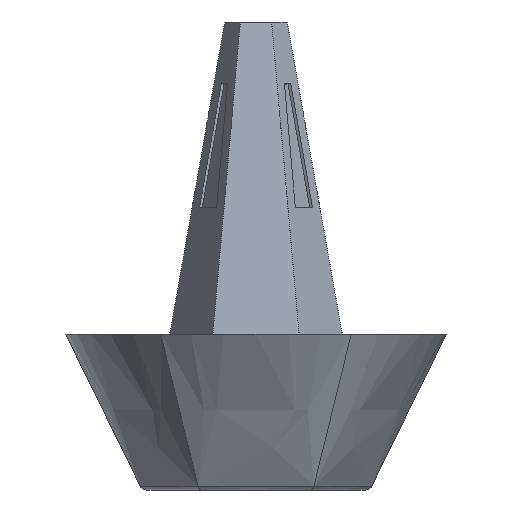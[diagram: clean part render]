
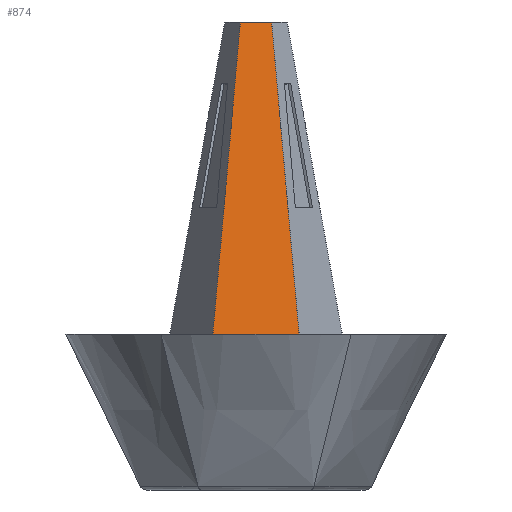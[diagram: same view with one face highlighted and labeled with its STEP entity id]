
A CAD part, front view. The second image highlights one B-rep face of the part: STEP entity #874.
In plain terms, the highlighted free-form (B-spline) face has degree [1, 1] with [2, 2] control points.
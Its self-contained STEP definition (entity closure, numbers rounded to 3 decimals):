
#77 = PLANE('',#78);
#78 = AXIS2_PLACEMENT_3D('',#79,#80,#81);
#79 = CARTESIAN_POINT('',(0.,0.,50.));
#80 = DIRECTION('',(0.,0.,1.));
#81 = DIRECTION('',(0.,1.,0.));
#158 = VERTEX_POINT('',#159);
#159 = CARTESIAN_POINT('',(-13.813,-23.924,50.));
#173 = B_SPLINE_SURFACE_WITH_KNOTS('',1,1,(
    (#174,#175)
    ,(#176,#177
    )),.UNSPECIFIED.,.F.,.F.,.F.,(2,2),(2,2),(0.,27.625),(0.,1.),
  .PIECEWISE_BEZIER_KNOTS.);
#174 = CARTESIAN_POINT('',(-27.625,0.,50.));
#175 = CARTESIAN_POINT('',(-10.,0.,150.));
#176 = CARTESIAN_POINT('',(-13.813,-23.924,50.));
#177 = CARTESIAN_POINT('',(-5.,-8.66,150.));
#185 = EDGE_CURVE('',#158,#186,#188,.T.);
#186 = VERTEX_POINT('',#187);
#187 = CARTESIAN_POINT('',(13.813,-23.924,50.));
#188 = SURFACE_CURVE('',#189,(#193,#200),.PCURVE_S1.);
#189 = LINE('',#190,#191);
#190 = CARTESIAN_POINT('',(-13.813,-23.924,50.));
#191 = VECTOR('',#192,1.);
#192 = DIRECTION('',(1.,0.,0.));
#193 = PCURVE('',#77,#194);
#194 = DEFINITIONAL_REPRESENTATION('',(#195),#199);
#195 = LINE('',#196,#197);
#196 = CARTESIAN_POINT('',(-23.924,13.813));
#197 = VECTOR('',#198,1.);
#198 = DIRECTION('',(0.,-1.));
#199 = ( GEOMETRIC_REPRESENTATION_CONTEXT(2) 
PARAMETRIC_REPRESENTATION_CONTEXT() REPRESENTATION_CONTEXT('2D SPACE',''
  ) );
#200 = PCURVE('',#201,#206);
#201 = B_SPLINE_SURFACE_WITH_KNOTS('',1,1,(
    (#202,#203)
    ,(#204,#205
    )),.UNSPECIFIED.,.F.,.F.,.F.,(2,2),(2,2),(0.,27.625),(0.,1.
    ),.PIECEWISE_BEZIER_KNOTS.);
#202 = CARTESIAN_POINT('',(-13.813,-23.924,50.));
#203 = CARTESIAN_POINT('',(-5.,-8.66,150.));
#204 = CARTESIAN_POINT('',(13.813,-23.924,50.));
#205 = CARTESIAN_POINT('',(5.,-8.66,150.));
#206 = DEFINITIONAL_REPRESENTATION('',(#207),#211);
#207 = LINE('',#208,#209);
#208 = CARTESIAN_POINT('',(0.,0.));
#209 = VECTOR('',#210,1.);
#210 = DIRECTION('',(1.,0.));
#211 = ( GEOMETRIC_REPRESENTATION_CONTEXT(2) 
PARAMETRIC_REPRESENTATION_CONTEXT() REPRESENTATION_CONTEXT('2D SPACE',''
  ) );
#227 = B_SPLINE_SURFACE_WITH_KNOTS('',1,1,(
    (#228,#229)
    ,(#230,#231
    )),.UNSPECIFIED.,.F.,.F.,.F.,(2,2),(2,2),(0.,27.625),(0.,1.),
  .PIECEWISE_BEZIER_KNOTS.);
#228 = CARTESIAN_POINT('',(13.813,-23.924,50.));
#229 = CARTESIAN_POINT('',(5.,-8.66,150.));
#230 = CARTESIAN_POINT('',(27.625,0.,50.));
#231 = CARTESIAN_POINT('',(10.,0.,150.));
#450 = PLANE('',#451);
#451 = AXIS2_PLACEMENT_3D('',#452,#453,#454);
#452 = CARTESIAN_POINT('',(0.,0.,150.));
#453 = DIRECTION('',(0.,0.,1.));
#454 = DIRECTION('',(1.,0.,0.));
#706 = EDGE_CURVE('',#158,#707,#709,.T.);
#707 = VERTEX_POINT('',#708);
#708 = CARTESIAN_POINT('',(-5.,-8.66,150.));
#709 = SURFACE_CURVE('',#710,(#713,#720),.PCURVE_S1.);
#710 = B_SPLINE_CURVE_WITH_KNOTS('',1,(#711,#712),.UNSPECIFIED.,.F.,.F.,
  (2,2),(0.,1.),.PIECEWISE_BEZIER_KNOTS.);
#711 = CARTESIAN_POINT('',(-13.813,-23.924,50.));
#712 = CARTESIAN_POINT('',(-5.,-8.66,150.));
#713 = PCURVE('',#173,#714);
#714 = DEFINITIONAL_REPRESENTATION('',(#715),#719);
#715 = LINE('',#716,#717);
#716 = CARTESIAN_POINT('',(27.625,0.));
#717 = VECTOR('',#718,1.);
#718 = DIRECTION('',(0.,1.));
#719 = ( GEOMETRIC_REPRESENTATION_CONTEXT(2) 
PARAMETRIC_REPRESENTATION_CONTEXT() REPRESENTATION_CONTEXT('2D SPACE',''
  ) );
#720 = PCURVE('',#201,#721);
#721 = DEFINITIONAL_REPRESENTATION('',(#722),#726);
#722 = LINE('',#723,#724);
#723 = CARTESIAN_POINT('',(0.,0.));
#724 = VECTOR('',#725,1.);
#725 = DIRECTION('',(0.,1.));
#726 = ( GEOMETRIC_REPRESENTATION_CONTEXT(2) 
PARAMETRIC_REPRESENTATION_CONTEXT() REPRESENTATION_CONTEXT('2D SPACE',''
  ) );
#874 = ADVANCED_FACE('',(#875),#201,.T.);
#875 = FACE_BOUND('',#876,.T.);
#876 = EDGE_LOOP('',(#877,#878,#900,#920));
#877 = ORIENTED_EDGE('',*,*,#185,.T.);
#878 = ORIENTED_EDGE('',*,*,#879,.T.);
#879 = EDGE_CURVE('',#186,#880,#882,.T.);
#880 = VERTEX_POINT('',#881);
#881 = CARTESIAN_POINT('',(5.,-8.66,150.));
#882 = SURFACE_CURVE('',#883,(#886,#893),.PCURVE_S1.);
#883 = B_SPLINE_CURVE_WITH_KNOTS('',1,(#884,#885),.UNSPECIFIED.,.F.,.F.,
  (2,2),(0.,1.),.PIECEWISE_BEZIER_KNOTS.);
#884 = CARTESIAN_POINT('',(13.813,-23.924,50.));
#885 = CARTESIAN_POINT('',(5.,-8.66,150.));
#886 = PCURVE('',#201,#887);
#887 = DEFINITIONAL_REPRESENTATION('',(#888),#892);
#888 = LINE('',#889,#890);
#889 = CARTESIAN_POINT('',(27.625,0.));
#890 = VECTOR('',#891,1.);
#891 = DIRECTION('',(0.,1.));
#892 = ( GEOMETRIC_REPRESENTATION_CONTEXT(2) 
PARAMETRIC_REPRESENTATION_CONTEXT() REPRESENTATION_CONTEXT('2D SPACE',''
  ) );
#893 = PCURVE('',#227,#894);
#894 = DEFINITIONAL_REPRESENTATION('',(#895),#899);
#895 = LINE('',#896,#897);
#896 = CARTESIAN_POINT('',(0.,0.));
#897 = VECTOR('',#898,1.);
#898 = DIRECTION('',(0.,1.));
#899 = ( GEOMETRIC_REPRESENTATION_CONTEXT(2) 
PARAMETRIC_REPRESENTATION_CONTEXT() REPRESENTATION_CONTEXT('2D SPACE',''
  ) );
#900 = ORIENTED_EDGE('',*,*,#901,.F.);
#901 = EDGE_CURVE('',#707,#880,#902,.T.);
#902 = SURFACE_CURVE('',#903,(#907,#913),.PCURVE_S1.);
#903 = LINE('',#904,#905);
#904 = CARTESIAN_POINT('',(-5.,-8.66,150.));
#905 = VECTOR('',#906,1.);
#906 = DIRECTION('',(1.,0.,0.));
#907 = PCURVE('',#201,#908);
#908 = DEFINITIONAL_REPRESENTATION('',(#909),#912);
#909 = B_SPLINE_CURVE_WITH_KNOTS('',1,(#910,#911),.UNSPECIFIED.,.F.,.F.,
  (2,2),(0.,10.),.PIECEWISE_BEZIER_KNOTS.);
#910 = CARTESIAN_POINT('',(0.,1.));
#911 = CARTESIAN_POINT('',(27.625,1.));
#912 = ( GEOMETRIC_REPRESENTATION_CONTEXT(2) 
PARAMETRIC_REPRESENTATION_CONTEXT() REPRESENTATION_CONTEXT('2D SPACE',''
  ) );
#913 = PCURVE('',#450,#914);
#914 = DEFINITIONAL_REPRESENTATION('',(#915),#919);
#915 = LINE('',#916,#917);
#916 = CARTESIAN_POINT('',(-5.,-8.66));
#917 = VECTOR('',#918,1.);
#918 = DIRECTION('',(1.,0.));
#919 = ( GEOMETRIC_REPRESENTATION_CONTEXT(2) 
PARAMETRIC_REPRESENTATION_CONTEXT() REPRESENTATION_CONTEXT('2D SPACE',''
  ) );
#920 = ORIENTED_EDGE('',*,*,#706,.F.);
